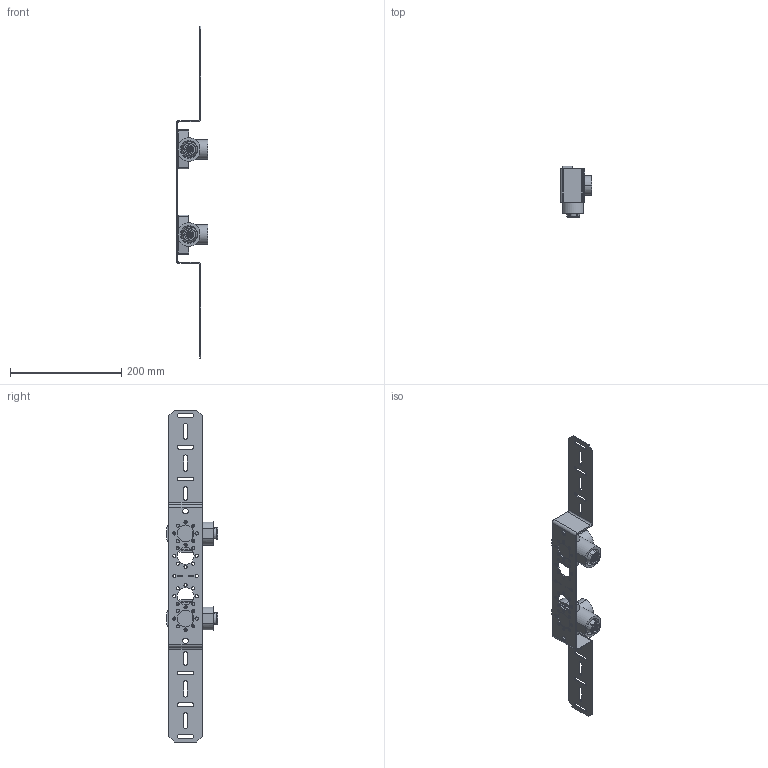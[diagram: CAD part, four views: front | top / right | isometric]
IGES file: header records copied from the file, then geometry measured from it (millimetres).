
Global section: file name: No Iges File Name specified; native system: Autodesk Inventor 2009; preprocessor: AutoDesk Inventor Iges Exporter R2009; author: bruh; date: 20101020.132359; units: millimetre
Bounding box: 57 x 93.2 x 597 mm (x, y, z)
Volume: 286202.8 mm3; surface area: 147393.2 mm2
Topology: 1 solids, 3 shells, 736 faces, 1920 edges, 1222 vertices
Faces by surface type: plane 294, revolution 178, bspline 112, cylinder 104, cone 44, torus 4
